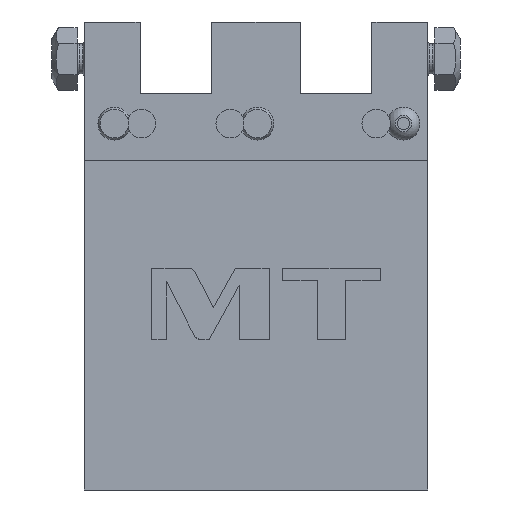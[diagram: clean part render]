
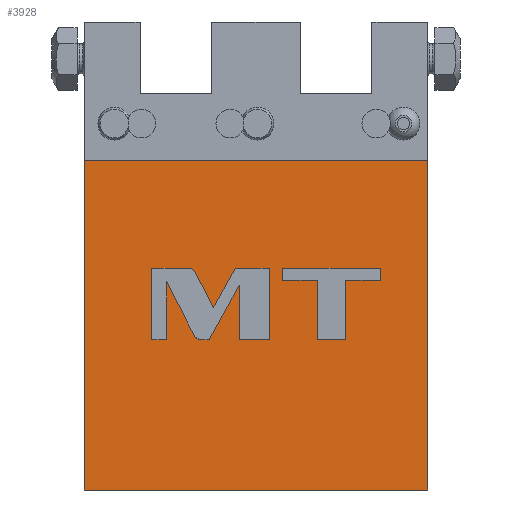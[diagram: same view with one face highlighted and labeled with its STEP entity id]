
A CAD part, left-side view. The second image highlights one B-rep face of the part: STEP entity #3928.
In plain terms, the highlighted planar face has unit normal (-1, 0, 0).
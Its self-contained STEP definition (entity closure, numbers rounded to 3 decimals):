
#541=DIRECTION('',(0.,-1.,0.));
#542=VECTOR('',#541,120.);
#543=CARTESIAN_POINT('',(-36.,63.5,-65.));
#544=LINE('',#543,#542);
#561=DIRECTION('',(0.,-1.,0.));
#562=VECTOR('',#561,120.);
#563=CARTESIAN_POINT('',(-36.,63.5,50.));
#564=LINE('',#563,#562);
#565=CARTESIAN_POINT('',(-36.,24.713,10.872));
#566=CARTESIAN_POINT('',(-36.,25.232,11.876));
#567=CARTESIAN_POINT('',(-36.,26.257,12.5));
#568=CARTESIAN_POINT('',(-36.,27.387,12.5));
#570=DIRECTION('',(0.,1.,0.));
#571=VECTOR('',#570,12.568);
#572=CARTESIAN_POINT('',(-36.,27.387,12.5));
#573=LINE('',#572,#571);
#574=DIRECTION('',(0.,0.,-1.));
#575=VECTOR('',#574,25.);
#576=CARTESIAN_POINT('',(-36.,39.955,12.5));
#577=LINE('',#576,#575);
#578=DIRECTION('',(0.,-1.,0.));
#579=VECTOR('',#578,5.2);
#580=CARTESIAN_POINT('',(-36.,39.955,-12.5));
#581=LINE('',#580,#579);
#582=DIRECTION('',(0.,0.,1.));
#583=VECTOR('',#582,20.253);
#584=CARTESIAN_POINT('',(-36.,34.755,-12.5));
#585=LINE('',#584,#583);
#586=DIRECTION('',(0.,-0.459,-0.888));
#587=VECTOR('',#586,20.967);
#588=CARTESIAN_POINT('',(-36.,34.755,7.753));
#589=LINE('',#588,#587);
#590=CARTESIAN_POINT('',(-36.,25.125,-10.872));
#591=CARTESIAN_POINT('',(-36.,24.605,-11.877));
#592=CARTESIAN_POINT('',(-36.,23.579,-12.5));
#593=CARTESIAN_POINT('',(-36.,22.448,-12.5));
#595=DIRECTION('',(0.,-1.,0.));
#596=VECTOR('',#595,2.608);
#597=CARTESIAN_POINT('',(-36.,22.448,-12.5));
#598=LINE('',#597,#596);
#599=DIRECTION('',(0.,-0.481,0.877));
#600=VECTOR('',#599,21.691);
#601=CARTESIAN_POINT('',(-36.,19.84,-12.5));
#602=LINE('',#601,#600);
#603=DIRECTION('',(0.,0.,-1.));
#604=VECTOR('',#603,19.015);
#605=CARTESIAN_POINT('',(-36.,9.402,6.515));
#606=LINE('',#605,#604);
#607=DIRECTION('',(0.,-1.,0.));
#608=VECTOR('',#607,10.52);
#609=CARTESIAN_POINT('',(-36.,9.402,-12.5));
#610=LINE('',#609,#608);
#611=DIRECTION('',(0.,0.,1.));
#612=VECTOR('',#611,25.);
#613=CARTESIAN_POINT('',(-36.,-1.118,-12.5));
#614=LINE('',#613,#612);
#615=DIRECTION('',(0.,1.,0.));
#616=VECTOR('',#615,11.86);
#617=CARTESIAN_POINT('',(-36.,-1.118,12.5));
#618=LINE('',#617,#616);
#619=DIRECTION('',(0.,0.481,-0.877));
#620=VECTOR('',#619,15.851);
#621=CARTESIAN_POINT('',(-36.,10.742,12.5));
#622=LINE('',#621,#620);
#623=DIRECTION('',(0.,0.459,0.888));
#624=VECTOR('',#623,13.81);
#625=CARTESIAN_POINT('',(-36.,18.37,-1.395));
#626=LINE('',#625,#624);
#627=DIRECTION('',(0.,0.,-1.));
#628=VECTOR('',#627,20.743);
#629=CARTESIAN_POINT('',(-36.,-17.931,8.243));
#630=LINE('',#629,#628);
#631=DIRECTION('',(0.,-1.,0.));
#632=VECTOR('',#631,9.903);
#633=CARTESIAN_POINT('',(-36.,-17.931,-12.5));
#634=LINE('',#633,#632);
#635=DIRECTION('',(0.,0.,1.));
#636=VECTOR('',#635,20.743);
#637=CARTESIAN_POINT('',(-36.,-27.834,-12.5));
#638=LINE('',#637,#636);
#639=DIRECTION('',(0.,-1.,0.));
#640=VECTOR('',#639,12.12);
#641=CARTESIAN_POINT('',(-36.,-27.834,8.243));
#642=LINE('',#641,#640);
#643=DIRECTION('',(0.,0.,1.));
#644=VECTOR('',#643,4.257);
#645=CARTESIAN_POINT('',(-36.,-39.954,8.243));
#646=LINE('',#645,#644);
#647=DIRECTION('',(0.,1.,0.));
#648=VECTOR('',#647,34.143);
#649=CARTESIAN_POINT('',(-36.,-39.954,12.5));
#650=LINE('',#649,#648);
#651=DIRECTION('',(0.,0.,-1.));
#652=VECTOR('',#651,4.257);
#653=CARTESIAN_POINT('',(-36.,-5.811,12.5));
#654=LINE('',#653,#652);
#655=DIRECTION('',(0.,-1.,0.));
#656=VECTOR('',#655,12.12);
#657=CARTESIAN_POINT('',(-36.,-5.811,8.243));
#658=LINE('',#657,#656);
#663=DIRECTION('',(0.,0.,1.));
#664=VECTOR('',#663,115.);
#665=CARTESIAN_POINT('',(-36.,63.5,-65.));
#666=LINE('',#665,#664);
#793=DIRECTION('',(0.,0.,1.));
#794=VECTOR('',#793,115.);
#795=CARTESIAN_POINT('',(-36.,-56.5,-65.));
#796=LINE('',#795,#794);
#2631=CARTESIAN_POINT('',(-36.,63.5,-65.));
#2632=CARTESIAN_POINT('',(-36.,-56.5,-65.));
#2633=VERTEX_POINT('',#2631);
#2634=VERTEX_POINT('',#2632);
#2635=CARTESIAN_POINT('',(-36.,63.5,50.));
#2636=CARTESIAN_POINT('',(-36.,-56.5,50.));
#2637=VERTEX_POINT('',#2635);
#2638=VERTEX_POINT('',#2636);
#3140=VERTEX_POINT('',#565);
#3141=VERTEX_POINT('',#568);
#3142=CARTESIAN_POINT('',(-36.,39.955,12.5));
#3143=VERTEX_POINT('',#3142);
#3144=CARTESIAN_POINT('',(-36.,39.955,-12.5));
#3145=VERTEX_POINT('',#3144);
#3146=CARTESIAN_POINT('',(-36.,34.755,-12.5));
#3147=VERTEX_POINT('',#3146);
#3148=CARTESIAN_POINT('',(-36.,34.755,7.753));
#3149=VERTEX_POINT('',#3148);
#3150=CARTESIAN_POINT('',(-36.,25.125,-10.872));
#3151=VERTEX_POINT('',#3150);
#3152=VERTEX_POINT('',#593);
#3153=CARTESIAN_POINT('',(-36.,19.84,-12.5));
#3154=VERTEX_POINT('',#3153);
#3155=CARTESIAN_POINT('',(-36.,9.402,6.515));
#3156=VERTEX_POINT('',#3155);
#3157=CARTESIAN_POINT('',(-36.,9.402,-12.5));
#3158=VERTEX_POINT('',#3157);
#3159=CARTESIAN_POINT('',(-36.,-1.118,-12.5));
#3160=VERTEX_POINT('',#3159);
#3161=CARTESIAN_POINT('',(-36.,-1.118,12.5));
#3162=VERTEX_POINT('',#3161);
#3163=CARTESIAN_POINT('',(-36.,10.742,12.5));
#3164=VERTEX_POINT('',#3163);
#3165=CARTESIAN_POINT('',(-36.,18.37,-1.395));
#3166=VERTEX_POINT('',#3165);
#3167=CARTESIAN_POINT('',(-36.,-17.931,8.243));
#3168=CARTESIAN_POINT('',(-36.,-17.931,-12.5));
#3169=VERTEX_POINT('',#3167);
#3170=VERTEX_POINT('',#3168);
#3171=CARTESIAN_POINT('',(-36.,-27.834,-12.5));
#3172=VERTEX_POINT('',#3171);
#3173=CARTESIAN_POINT('',(-36.,-27.834,8.243));
#3174=VERTEX_POINT('',#3173);
#3175=CARTESIAN_POINT('',(-36.,-39.954,8.243));
#3176=VERTEX_POINT('',#3175);
#3177=CARTESIAN_POINT('',(-36.,-39.954,12.5));
#3178=VERTEX_POINT('',#3177);
#3179=CARTESIAN_POINT('',(-36.,-5.811,12.5));
#3180=VERTEX_POINT('',#3179);
#3181=CARTESIAN_POINT('',(-36.,-5.811,8.243));
#3182=VERTEX_POINT('',#3181);
#3864=CARTESIAN_POINT('',(-36.,75.5,50.));
#3865=DIRECTION('',(1.,0.,0.));
#3866=DIRECTION('',(0.,0.,-1.));
#3867=AXIS2_PLACEMENT_3D('',#3864,#3865,#3866);
#3868=PLANE('',#3867);
#3869=ORIENTED_EDGE('',*,*,#3852,.F.);
#3871=ORIENTED_EDGE('',*,*,#3870,.T.);
#3873=ORIENTED_EDGE('',*,*,#3872,.T.);
#3875=ORIENTED_EDGE('',*,*,#3874,.F.);
#3876=EDGE_LOOP('',(#3869,#3871,#3873,#3875));
#3877=FACE_OUTER_BOUND('',#3876,.F.);
#3879=ORIENTED_EDGE('',*,*,#3878,.T.);
#3881=ORIENTED_EDGE('',*,*,#3880,.T.);
#3883=ORIENTED_EDGE('',*,*,#3882,.T.);
#3885=ORIENTED_EDGE('',*,*,#3884,.T.);
#3887=ORIENTED_EDGE('',*,*,#3886,.T.);
#3889=ORIENTED_EDGE('',*,*,#3888,.T.);
#3891=ORIENTED_EDGE('',*,*,#3890,.T.);
#3893=ORIENTED_EDGE('',*,*,#3892,.T.);
#3895=ORIENTED_EDGE('',*,*,#3894,.T.);
#3897=ORIENTED_EDGE('',*,*,#3896,.T.);
#3899=ORIENTED_EDGE('',*,*,#3898,.T.);
#3901=ORIENTED_EDGE('',*,*,#3900,.T.);
#3903=ORIENTED_EDGE('',*,*,#3902,.T.);
#3905=ORIENTED_EDGE('',*,*,#3904,.T.);
#3907=ORIENTED_EDGE('',*,*,#3906,.T.);
#3908=EDGE_LOOP('',(#3879,#3881,#3883,#3885,#3887,#3889,#3891,#3893,#3895,#3897,
#3899,#3901,#3903,#3905,#3907));
#3909=FACE_BOUND('',#3908,.F.);
#3911=ORIENTED_EDGE('',*,*,#3910,.T.);
#3913=ORIENTED_EDGE('',*,*,#3912,.T.);
#3915=ORIENTED_EDGE('',*,*,#3914,.T.);
#3917=ORIENTED_EDGE('',*,*,#3916,.T.);
#3919=ORIENTED_EDGE('',*,*,#3918,.T.);
#3921=ORIENTED_EDGE('',*,*,#3920,.T.);
#3923=ORIENTED_EDGE('',*,*,#3922,.T.);
#3925=ORIENTED_EDGE('',*,*,#3924,.T.);
#3926=EDGE_LOOP('',(#3911,#3913,#3915,#3917,#3919,#3921,#3923,#3925));
#3927=FACE_BOUND('',#3926,.F.);
#3928=ADVANCED_FACE('',(#3877,#3909,#3927),#3868,.F.);
#569=B_SPLINE_CURVE_WITH_KNOTS('',3,(#565,#566,#567,#568),.UNSPECIFIED.,.F.,.F.,
(4,4),(0.,1.),.UNSPECIFIED.);
#594=B_SPLINE_CURVE_WITH_KNOTS('',3,(#590,#591,#592,#593),.UNSPECIFIED.,.F.,.F.,
(4,4),(0.,1.),.UNSPECIFIED.);
#3852=EDGE_CURVE('',#2633,#2634,#544,.T.);
#3870=EDGE_CURVE('',#2633,#2637,#666,.T.);
#3872=EDGE_CURVE('',#2637,#2638,#564,.T.);
#3874=EDGE_CURVE('',#2634,#2638,#796,.T.);
#3878=EDGE_CURVE('',#3140,#3141,#569,.T.);
#3880=EDGE_CURVE('',#3141,#3143,#573,.T.);
#3882=EDGE_CURVE('',#3143,#3145,#577,.T.);
#3884=EDGE_CURVE('',#3145,#3147,#581,.T.);
#3886=EDGE_CURVE('',#3147,#3149,#585,.T.);
#3888=EDGE_CURVE('',#3149,#3151,#589,.T.);
#3890=EDGE_CURVE('',#3151,#3152,#594,.T.);
#3892=EDGE_CURVE('',#3152,#3154,#598,.T.);
#3894=EDGE_CURVE('',#3154,#3156,#602,.T.);
#3896=EDGE_CURVE('',#3156,#3158,#606,.T.);
#3898=EDGE_CURVE('',#3158,#3160,#610,.T.);
#3900=EDGE_CURVE('',#3160,#3162,#614,.T.);
#3902=EDGE_CURVE('',#3162,#3164,#618,.T.);
#3904=EDGE_CURVE('',#3164,#3166,#622,.T.);
#3906=EDGE_CURVE('',#3166,#3140,#626,.T.);
#3910=EDGE_CURVE('',#3169,#3170,#630,.T.);
#3912=EDGE_CURVE('',#3170,#3172,#634,.T.);
#3914=EDGE_CURVE('',#3172,#3174,#638,.T.);
#3916=EDGE_CURVE('',#3174,#3176,#642,.T.);
#3918=EDGE_CURVE('',#3176,#3178,#646,.T.);
#3920=EDGE_CURVE('',#3178,#3180,#650,.T.);
#3922=EDGE_CURVE('',#3180,#3182,#654,.T.);
#3924=EDGE_CURVE('',#3182,#3169,#658,.T.);
